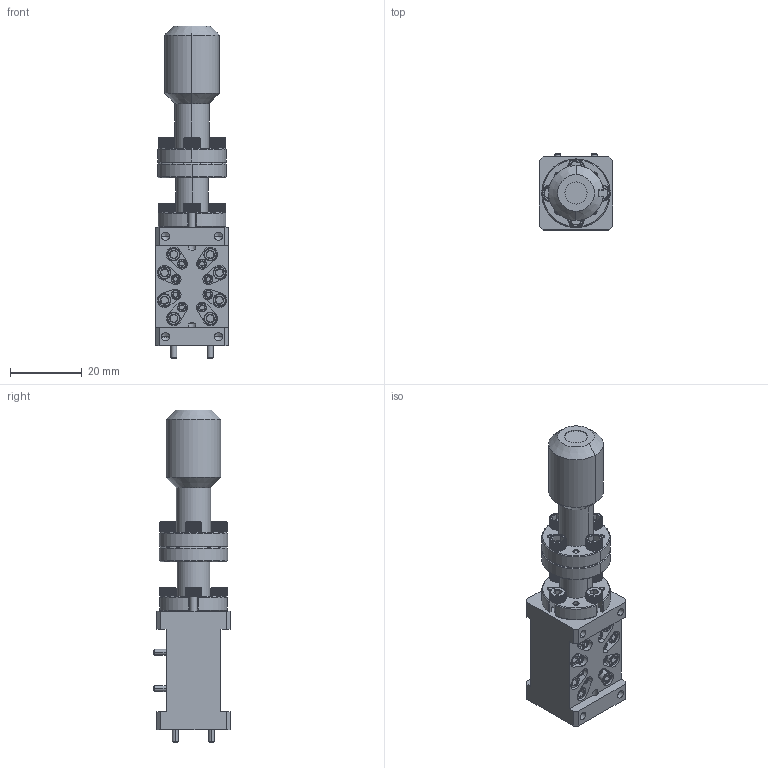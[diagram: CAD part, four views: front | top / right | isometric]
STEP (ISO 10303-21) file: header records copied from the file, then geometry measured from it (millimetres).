
FILE_DESCRIPTION (( 'STEP AP203' ), '1' );
FILE_NAME ('SAF-9031441335-094-S1-080-DP.STEP', '2021-07-16T23:37:35', ( '' ), ( '' ), 'SwSTEP 2.0', 'SolidWorks 2021', '' );
FILE_SCHEMA (( 'CONFIG_CONTROL_DESIGN' ));
Length unit declared in the file: inch
Products named in the file (1): SAF-9031441335-094-S1-080-DP
Bounding box: 20.32 x 21.15 x 92.27 mm (x, y, z)
Volume: 18821.2 mm3; surface area: 10539.3 mm2
Topology: 11 solids, 13 shells, 2060 faces, 5460 edges, 3468 vertices
Faces by surface type: plane 1073, cylinder 603, cone 360, torus 16, bspline 8
Entity records: 67071 total; most frequent: CARTESIAN_POINT 18465, ORIENTED_EDGE 10832, DIRECTION 9252, EDGE_CURVE 5416, AXIS2_PLACEMENT_3D 3545, VERTEX_POINT 3468, EDGE_LOOP 2206, LINE 2162
